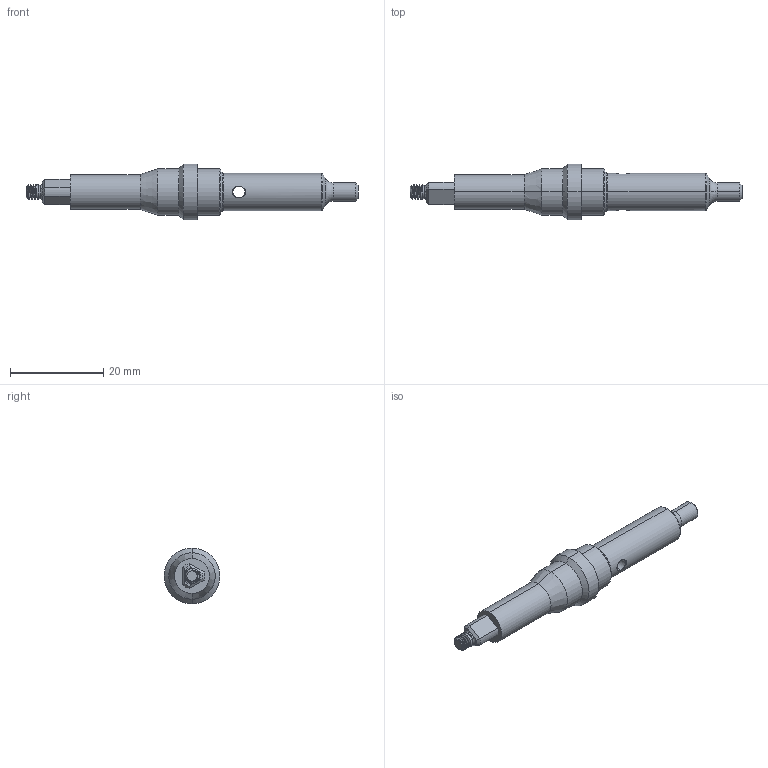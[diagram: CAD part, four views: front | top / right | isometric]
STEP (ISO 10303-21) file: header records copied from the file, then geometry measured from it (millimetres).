
FILE_DESCRIPTION (( 'STEP AP214' ), '1' );
FILE_NAME ('RCDT-PR-002 - Driveshaft R0.STEP', '2025-04-07T21:07:48', ( '' ), ( '' ), 'SwSTEP 2.0', 'SolidWorks 2024', '' );
FILE_SCHEMA (( 'AUTOMOTIVE_DESIGN' ));
Length unit declared in the file: millimetre
Products named in the file (1): RCDT-PR-002 - Driveshaft R0
Bounding box: 71.25 x 12 x 12 mm (x, y, z)
Volume: 3367.5 mm3; surface area: 1881.6 mm2
Topology: 1 solids, 1 shells, 79 faces, 180 edges, 107 vertices
Faces by surface type: cylinder 27, cone 21, plane 16, torus 9, bspline 6
Entity records: 3773 total; most frequent: CARTESIAN_POINT 2048, ORIENTED_EDGE 360, DIRECTION 356, EDGE_CURVE 180, AXIS2_PLACEMENT_3D 147, VERTEX_POINT 107, EDGE_LOOP 85, ADVANCED_FACE 79
